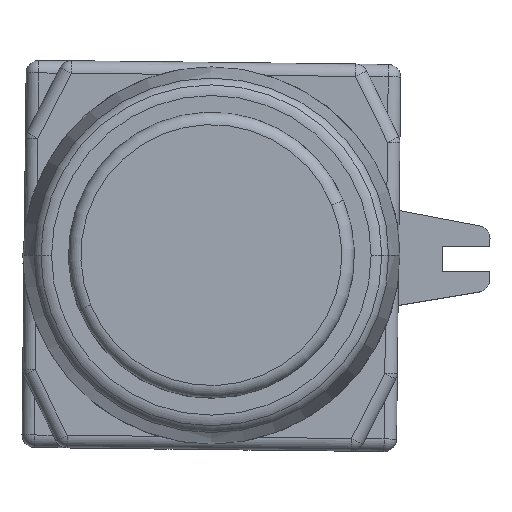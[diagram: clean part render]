
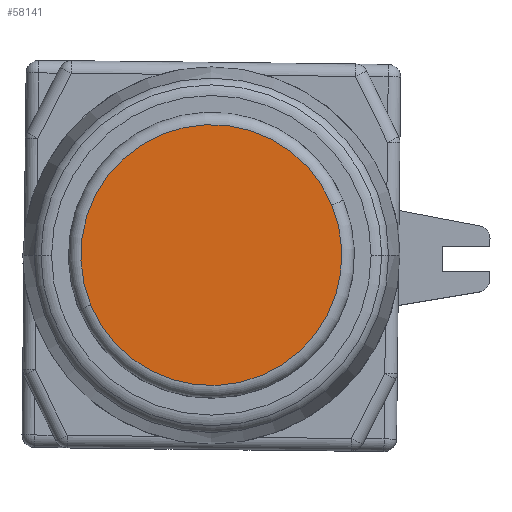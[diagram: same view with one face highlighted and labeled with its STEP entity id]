
A CAD part, top view. The second image highlights one B-rep face of the part: STEP entity #58141.
In plain terms, the highlighted face is planar.
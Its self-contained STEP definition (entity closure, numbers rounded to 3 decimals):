
#55393=CARTESIAN_POINT('',(0.,0.,-8.1));
#55394=DIRECTION('',(0.,0.,-1.));
#55395=DIRECTION('',(-1.,0.,0.));
#55396=AXIS2_PLACEMENT_3D('',#55393,#55394,#55395);
#55401=CARTESIAN_POINT('',(0.,0.,-8.1));
#55402=DIRECTION('',(0.,0.,-1.));
#55403=DIRECTION('',(1.,0.,0.));
#55404=AXIS2_PLACEMENT_3D('',#55401,#55402,#55403);
#56605=CARTESIAN_POINT('',(-10.45,0.,-8.1));
#56606=CARTESIAN_POINT('',(10.45,0.,-8.1));
#56607=VERTEX_POINT('',#56605);
#56608=VERTEX_POINT('',#56606);
#58131=CARTESIAN_POINT('',(0.,0.,-8.1));
#58132=DIRECTION('',(0.,0.,-1.));
#58133=DIRECTION('',(-1.,0.,0.));
#58134=AXIS2_PLACEMENT_3D('',#58131,#58132,#58133);
#58135=PLANE('',#58134);
#58136=ORIENTED_EDGE('',*,*,#58114,.F.);
#58138=ORIENTED_EDGE('',*,*,#58137,.F.);
#58139=EDGE_LOOP('',(#58136,#58138));
#58140=FACE_OUTER_BOUND('',#58139,.F.);
#55397=CIRCLE('',#55396,10.45);
#55405=CIRCLE('',#55404,10.45);
#58114=EDGE_CURVE('',#56607,#56608,#55397,.T.);
#58137=EDGE_CURVE('',#56608,#56607,#55405,.T.);
#58141=ADVANCED_FACE('',(#58140),#58135,.T.);
